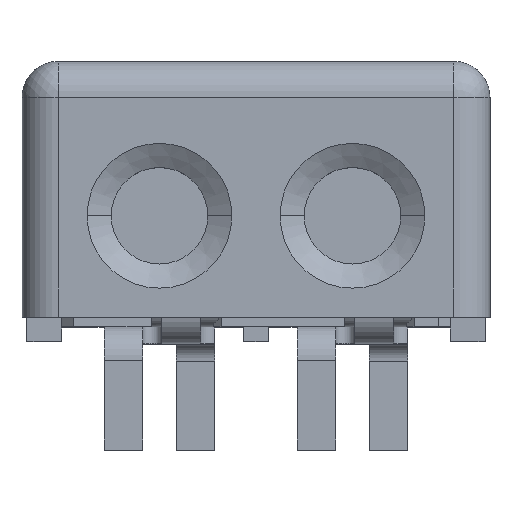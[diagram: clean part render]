
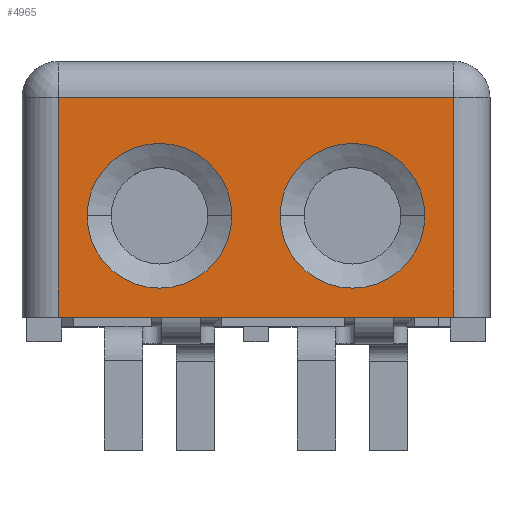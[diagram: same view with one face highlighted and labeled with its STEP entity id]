
A CAD part, top view. The second image highlights one B-rep face of the part: STEP entity #4965.
In plain terms, the highlighted planar face has unit normal (0, 0, 1).
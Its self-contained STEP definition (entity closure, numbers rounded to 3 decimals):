
#134=DIRECTION('',(0.,-1.,0.));
#135=VECTOR('',#134,4.55);
#136=CARTESIAN_POINT('',(-4.1,2.45,0.));
#137=LINE('',#136,#135);
#138=DIRECTION('',(-1.,0.,0.));
#139=VECTOR('',#138,8.2);
#140=CARTESIAN_POINT('',(4.1,2.45,0.));
#141=LINE('',#140,#139);
#142=DIRECTION('',(0.,1.,0.));
#143=VECTOR('',#142,4.55);
#144=CARTESIAN_POINT('',(4.1,-2.1,0.));
#145=LINE('',#144,#143);
#146=DIRECTION('',(1.,0.,0.));
#147=VECTOR('',#146,8.2);
#148=CARTESIAN_POINT('',(-4.1,-2.1,0.));
#149=LINE('',#148,#147);
#150=CARTESIAN_POINT('',(-2.,0.,0.));
#151=DIRECTION('',(0.,0.,-1.));
#152=DIRECTION('',(-1.,0.,0.));
#153=AXIS2_PLACEMENT_3D('',#150,#151,#152);
#155=CARTESIAN_POINT('',(-2.,0.,0.));
#156=DIRECTION('',(0.,0.,-1.));
#157=DIRECTION('',(1.,0.,0.));
#158=AXIS2_PLACEMENT_3D('',#155,#156,#157);
#160=CARTESIAN_POINT('',(2.,0.,0.));
#161=DIRECTION('',(0.,0.,-1.));
#162=DIRECTION('',(-1.,0.,0.));
#163=AXIS2_PLACEMENT_3D('',#160,#161,#162);
#165=CARTESIAN_POINT('',(2.,0.,0.));
#166=DIRECTION('',(0.,0.,-1.));
#167=DIRECTION('',(1.,0.,0.));
#168=AXIS2_PLACEMENT_3D('',#165,#166,#167);
#3820=CARTESIAN_POINT('',(-4.1,2.45,0.));
#3821=VERTEX_POINT('',#3820);
#3823=CARTESIAN_POINT('',(4.1,2.45,0.));
#3825=VERTEX_POINT('',#3823);
#3930=CARTESIAN_POINT('',(-4.1,-2.1,0.));
#3932=VERTEX_POINT('',#3930);
#3935=CARTESIAN_POINT('',(4.1,-2.1,0.));
#3937=VERTEX_POINT('',#3935);
#4106=CARTESIAN_POINT('',(-3.5,0.,0.));
#4107=CARTESIAN_POINT('',(-0.5,0.,0.));
#4108=VERTEX_POINT('',#4106);
#4109=VERTEX_POINT('',#4107);
#4702=CARTESIAN_POINT('',(0.5,0.,0.));
#4703=CARTESIAN_POINT('',(3.5,0.,0.));
#4704=VERTEX_POINT('',#4702);
#4705=VERTEX_POINT('',#4703);
#4938=CARTESIAN_POINT('',(0.,0.,0.));
#4939=DIRECTION('',(0.,0.,1.));
#4940=DIRECTION('',(1.,0.,0.));
#4941=AXIS2_PLACEMENT_3D('',#4938,#4939,#4940);
#4942=PLANE('',#4941);
#4944=ORIENTED_EDGE('',*,*,#4943,.F.);
#4946=ORIENTED_EDGE('',*,*,#4945,.F.);
#4948=ORIENTED_EDGE('',*,*,#4947,.F.);
#4950=ORIENTED_EDGE('',*,*,#4949,.F.);
#4951=EDGE_LOOP('',(#4944,#4946,#4948,#4950));
#4952=FACE_OUTER_BOUND('',#4951,.F.);
#4954=ORIENTED_EDGE('',*,*,#4953,.F.);
#4956=ORIENTED_EDGE('',*,*,#4955,.F.);
#4957=EDGE_LOOP('',(#4954,#4956));
#4958=FACE_BOUND('',#4957,.F.);
#4960=ORIENTED_EDGE('',*,*,#4959,.F.);
#4962=ORIENTED_EDGE('',*,*,#4961,.F.);
#4963=EDGE_LOOP('',(#4960,#4962));
#4964=FACE_BOUND('',#4963,.F.);
#154=CIRCLE('',#153,1.5);
#159=CIRCLE('',#158,1.5);
#164=CIRCLE('',#163,1.5);
#169=CIRCLE('',#168,1.5);
#4943=EDGE_CURVE('',#3821,#3932,#137,.T.);
#4945=EDGE_CURVE('',#3825,#3821,#141,.T.);
#4947=EDGE_CURVE('',#3937,#3825,#145,.T.);
#4949=EDGE_CURVE('',#3932,#3937,#149,.T.);
#4953=EDGE_CURVE('',#4108,#4109,#154,.T.);
#4955=EDGE_CURVE('',#4109,#4108,#159,.T.);
#4959=EDGE_CURVE('',#4704,#4705,#164,.T.);
#4961=EDGE_CURVE('',#4705,#4704,#169,.T.);
#4965=ADVANCED_FACE('',(#4952,#4958,#4964),#4942,.T.);
